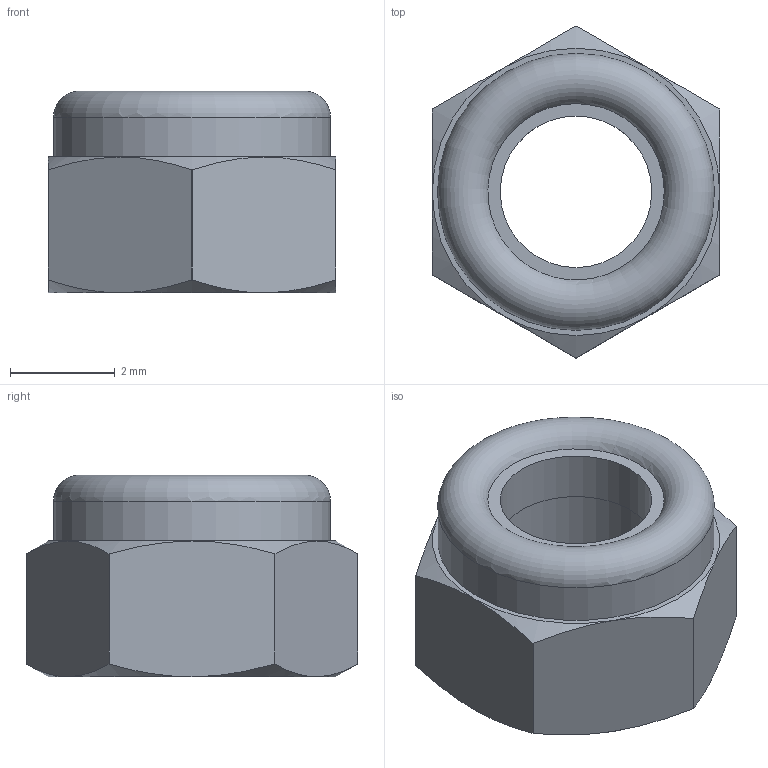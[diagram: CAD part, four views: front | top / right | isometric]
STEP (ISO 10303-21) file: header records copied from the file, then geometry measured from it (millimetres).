
FILE_DESCRIPTION(('FreeCAD Model'),'2;1');
FILE_NAME('nyloc-nut-m3.step', '2015-04-15T01:12:18',('FreeCAD'),('FreeCAD'), 'Open CASCADE STEP processor 6.5','FreeCAD','Unknown');
FILE_SCHEMA(('AUTOMOTIVE_DESIGN_CC2 { 1 2 10303 214 -1 1 5 4 }'));
Length unit declared in the file: millimetre
Products named in the file (1): nyloc-nut-m3
Bounding box: 5.5 x 6.35 x 3.86 mm (x, y, z)
Volume: 66.6 mm3; surface area: 137.1 mm2
Topology: 1 solids, 1 shells, 33 faces, 78 edges, 49 vertices
Faces by surface type: cone 13, plane 10, cylinder 9, torus 1
Full cylindrical faces by diameter (mm): 2.9 x1, 3 x1, 5.3 x1
Entity records: 2925 total; most frequent: CARTESIAN_POINT 1105, DIRECTION 310, ORIENTED_EDGE 156, PCURVE 156, DEFINITIONAL_REPRESENTATION 156, AXIS2_PLACEMENT_3D 94, EDGE_CURVE 78, LINE 78
